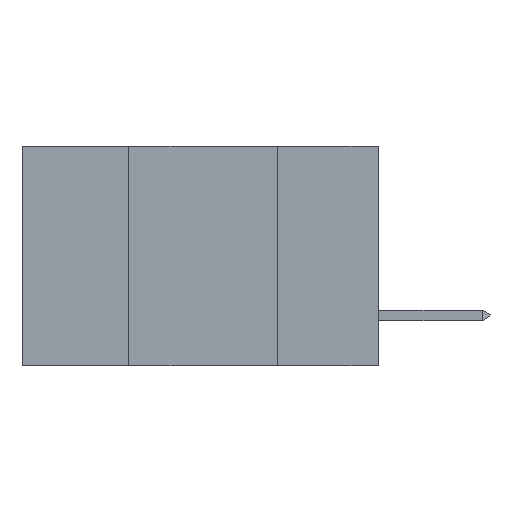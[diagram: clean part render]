
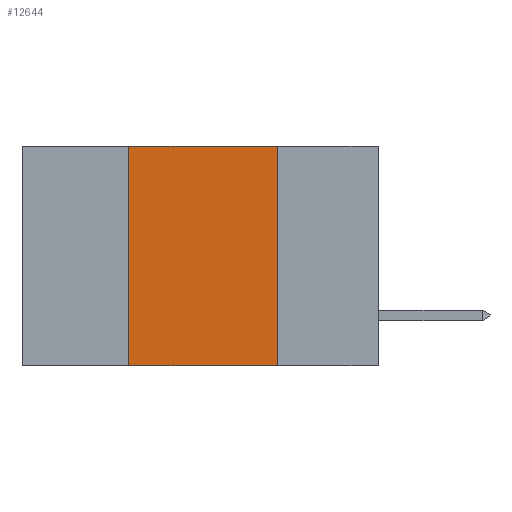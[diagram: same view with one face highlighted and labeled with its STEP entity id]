
A CAD part, left-side view. The second image highlights one B-rep face of the part: STEP entity #12644.
In plain terms, the highlighted planar face has unit normal (-1, 0, 0).
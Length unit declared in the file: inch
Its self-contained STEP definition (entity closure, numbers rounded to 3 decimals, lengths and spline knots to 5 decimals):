
#77 = EDGE_CURVE ( 'NONE', #2398, #3697, #11691, .T. ) ;
#700 = VERTEX_POINT ( 'NONE', #3292 ) ;
#989 = CARTESIAN_POINT ( 'NONE',  ( 0., 0.42, 0. ) ) ;
#1002 = FACE_OUTER_BOUND ( 'NONE', #17834, .T. ) ;
#1782 = DIRECTION ( 'NONE',  ( 0., -1., 0. ) ) ;
#1820 = VECTOR ( 'NONE', #1782, 39.37008 ) ;
#2398 = VERTEX_POINT ( 'NONE', #989 ) ;
#3189 = VECTOR ( 'NONE', #16228, 39.37008 ) ;
#3292 = CARTESIAN_POINT ( 'NONE',  ( 0., 0.17, -0.37 ) ) ;
#3334 = LINE ( 'NONE', #10763, #1820 ) ;
#3697 = VERTEX_POINT ( 'NONE', #12567 ) ;
#7461 = EDGE_CURVE ( 'NONE', #3697, #700, #17441, .T. ) ;
#9142 = DIRECTION ( 'NONE',  ( 0., 0., -1. ) ) ;
#9194 = CARTESIAN_POINT ( 'NONE',  ( 0., 0.17, -0.37 ) ) ;
#9829 = VECTOR ( 'NONE', #15706, 39.37008 ) ;
#10763 = CARTESIAN_POINT ( 'NONE',  ( 0., 0.6, -0.37 ) ) ;
#11489 = CARTESIAN_POINT ( 'NONE',  ( 0., 0.6, 0. ) ) ;
#11691 = LINE ( 'NONE', #11489, #3189 ) ;
#11901 = ORIENTED_EDGE ( 'NONE', *, *, #7461, .F. ) ;
#12567 = CARTESIAN_POINT ( 'NONE',  ( 0., 0.17, 0. ) ) ;
#12644 = ADVANCED_FACE ( 'NONE', ( #1002 ), #15149, .F. ) ;
#13020 = DIRECTION ( 'NONE',  ( 0., 0., 1. ) ) ;
#15149 = PLANE ( 'NONE',  #19091 ) ;
#15158 = CARTESIAN_POINT ( 'NONE',  ( 0., 0.42, -0.37 ) ) ;
#15251 = DIRECTION ( 'NONE',  ( 1., 0., 0. ) ) ;
#15587 = VERTEX_POINT ( 'NONE', #15158 ) ;
#15706 = DIRECTION ( 'NONE',  ( 0., 0., -1. ) ) ;
#15966 = VECTOR ( 'NONE', #13020, 39.37008 ) ;
#16226 = CARTESIAN_POINT ( 'NONE',  ( 0., 0.42, -0.37 ) ) ;
#16228 = DIRECTION ( 'NONE',  ( 0., -1., 0. ) ) ;
#16539 = ORIENTED_EDGE ( 'NONE', *, *, #19319, .F. ) ;
#17441 = LINE ( 'NONE', #9194, #9829 ) ;
#17656 = LINE ( 'NONE', #16226, #15966 ) ;
#17834 = EDGE_LOOP ( 'NONE', ( #11901, #20028, #16539, #20196 ) ) ;
#18218 = CARTESIAN_POINT ( 'NONE',  ( 0., 0.6, 0. ) ) ;
#19091 = AXIS2_PLACEMENT_3D ( 'NONE', #18218, #15251, #9142 ) ;
#19319 = EDGE_CURVE ( 'NONE', #15587, #2398, #17656, .T. ) ;
#20028 = ORIENTED_EDGE ( 'NONE', *, *, #77, .F. ) ;
#20196 = ORIENTED_EDGE ( 'NONE', *, *, #20378, .T. ) ;
#20378 = EDGE_CURVE ( 'NONE', #15587, #700, #3334, .T. ) ;
